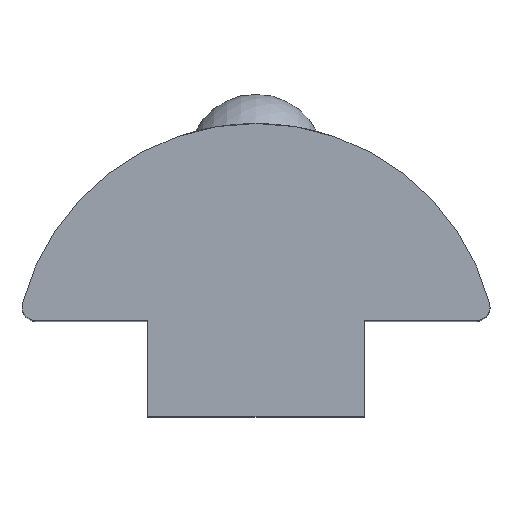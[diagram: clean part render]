
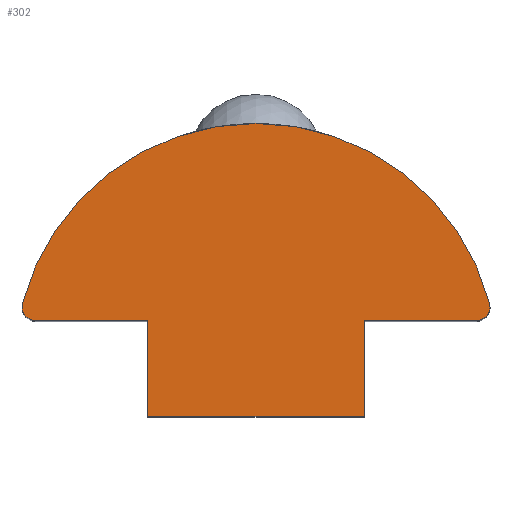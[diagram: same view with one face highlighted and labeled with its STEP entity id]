
A CAD part, top view. The second image highlights one B-rep face of the part: STEP entity #302.
In plain terms, the highlighted planar face has unit normal (0, 0, 1).
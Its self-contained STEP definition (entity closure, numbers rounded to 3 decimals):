
#20=PLANE('',#349);
#28=CIRCLE('',#333,8.826);
#33=CIRCLE('',#345,0.5);
#34=CIRCLE('',#347,0.5);
#52=LINE('',#648,#74);
#60=LINE('',#666,#82);
#61=LINE('',#669,#83);
#63=LINE('',#673,#85);
#66=LINE('',#682,#88);
#74=VECTOR('',#387,10.);
#82=VECTOR('',#403,10.);
#83=VECTOR('',#406,10.);
#85=VECTOR('',#410,10.);
#88=VECTOR('',#423,10.);
#104=FACE_OUTER_BOUND('',#124,.T.);
#124=EDGE_LOOP('',(#262,#263,#264,#265,#266,#267,#268,#269));
#139=VERTEX_POINT('',#632);
#140=VERTEX_POINT('',#634);
#144=VERTEX_POINT('',#645);
#145=VERTEX_POINT('',#647);
#151=VERTEX_POINT('',#664);
#152=VERTEX_POINT('',#668);
#153=VERTEX_POINT('',#672);
#154=VERTEX_POINT('',#678);
#170=EDGE_CURVE('',#140,#139,#28,.T.);
#176=EDGE_CURVE('',#145,#144,#52,.T.);
#186=EDGE_CURVE('',#144,#151,#60,.T.);
#187=EDGE_CURVE('',#152,#145,#61,.T.);
#189=EDGE_CURVE('',#153,#152,#63,.T.);
#191=EDGE_CURVE('',#139,#153,#33,.T.);
#192=EDGE_CURVE('',#154,#140,#34,.T.);
#194=EDGE_CURVE('',#151,#154,#66,.T.);
#262=ORIENTED_EDGE('',*,*,#194,.T.);
#263=ORIENTED_EDGE('',*,*,#192,.T.);
#264=ORIENTED_EDGE('',*,*,#170,.T.);
#265=ORIENTED_EDGE('',*,*,#191,.T.);
#266=ORIENTED_EDGE('',*,*,#189,.T.);
#267=ORIENTED_EDGE('',*,*,#187,.T.);
#268=ORIENTED_EDGE('',*,*,#176,.T.);
#269=ORIENTED_EDGE('',*,*,#186,.T.);
#302=ADVANCED_FACE('',(#104),#20,.T.);
#333=AXIS2_PLACEMENT_3D('',#635,#374,#375);
#345=AXIS2_PLACEMENT_3D('',#676,#414,#415);
#347=AXIS2_PLACEMENT_3D('',#679,#418,#419);
#349=AXIS2_PLACEMENT_3D('',#683,#424,#425);
#374=DIRECTION('center_axis',(0.,0.,1.));
#375=DIRECTION('ref_axis',(0.967,0.255,0.));
#387=DIRECTION('',(1.,0.,0.));
#403=DIRECTION('',(0.,1.,0.));
#406=DIRECTION('',(0.,-1.,0.));
#410=DIRECTION('',(1.,0.,0.));
#414=DIRECTION('center_axis',(0.,0.,1.));
#415=DIRECTION('ref_axis',(-0.967,0.255,0.));
#418=DIRECTION('center_axis',(0.,0.,1.));
#419=DIRECTION('ref_axis',(0.,-1.,0.));
#423=DIRECTION('',(1.,0.,0.));
#424=DIRECTION('center_axis',(0.,0.,1.));
#425=DIRECTION('ref_axis',(1.,0.,0.));
#632=CARTESIAN_POINT('',(-8.533,0.628,11.));
#634=CARTESIAN_POINT('',(8.533,0.628,11.));
#635=CARTESIAN_POINT('Origin',(0.,-1.626,11.));
#645=CARTESIAN_POINT('',(3.95,-3.5,11.));
#647=CARTESIAN_POINT('',(-3.95,-3.5,11.));
#648=CARTESIAN_POINT('',(-3.95,-3.5,11.));
#664=CARTESIAN_POINT('',(3.95,0.,11.));
#666=CARTESIAN_POINT('',(3.95,-3.5,11.));
#668=CARTESIAN_POINT('',(-3.95,0.,11.));
#669=CARTESIAN_POINT('',(-3.95,0.,11.));
#672=CARTESIAN_POINT('',(-8.05,0.,11.));
#673=CARTESIAN_POINT('',(-8.05,0.,11.));
#676=CARTESIAN_POINT('Origin',(-8.05,0.5,11.));
#678=CARTESIAN_POINT('',(8.05,0.,11.));
#679=CARTESIAN_POINT('Origin',(8.05,0.5,11.));
#682=CARTESIAN_POINT('',(3.95,0.,11.));
#683=CARTESIAN_POINT('Origin',(0.,1.079,11.));
